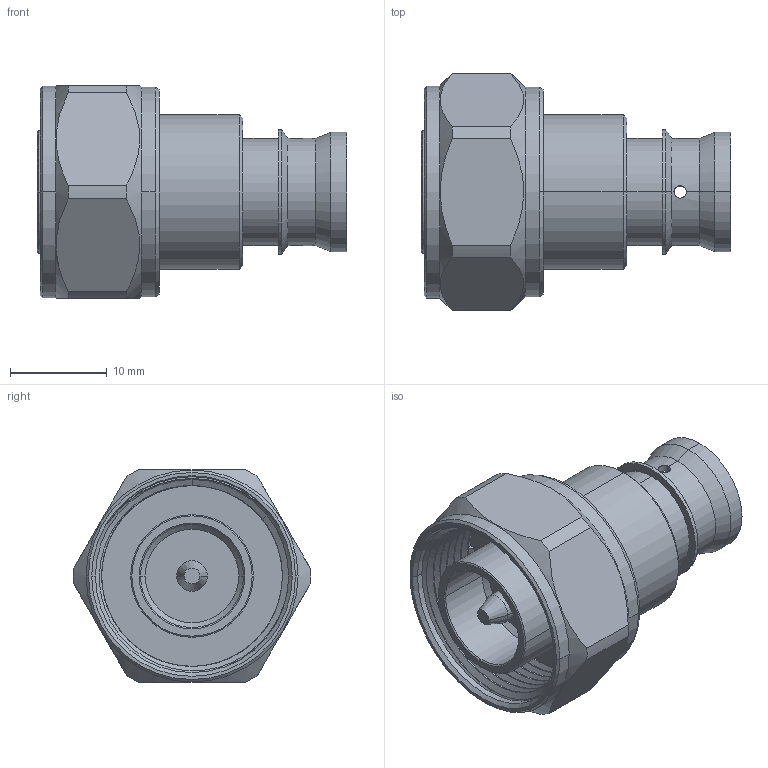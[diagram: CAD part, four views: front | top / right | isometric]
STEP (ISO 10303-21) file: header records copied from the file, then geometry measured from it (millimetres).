
FILE_DESCRIPTION (( 'STEP AP214' ), '1' );
FILE_NAME ('TC-SPO375-4310M-LP.step', '2021-05-04T14:29:54', ( '' ), ( '' ), 'SwSTEP 2.0', 'SolidWorks 2020', '' );
FILE_SCHEMA (( 'AUTOMOTIVE_DESIGN' ));
Length unit declared in the file: inch
Products named in the file (1): TC-SPO375-4310M-LP
Bounding box: 32 x 24.61 x 22 mm (x, y, z)
Volume: 5095.5 mm3; surface area: 4496.3 mm2
Topology: 1 solids, 2 shells, 105 faces, 255 edges, 159 vertices
Faces by surface type: cylinder 53, cone 30, plane 19, bspline 3
Entity records: 4645 total; most frequent: CARTESIAN_POINT 2198, ORIENTED_EDGE 510, DIRECTION 496, EDGE_CURVE 255, AXIS2_PLACEMENT_3D 200, VERTEX_POINT 159, EDGE_LOOP 114, ADVANCED_FACE 105
